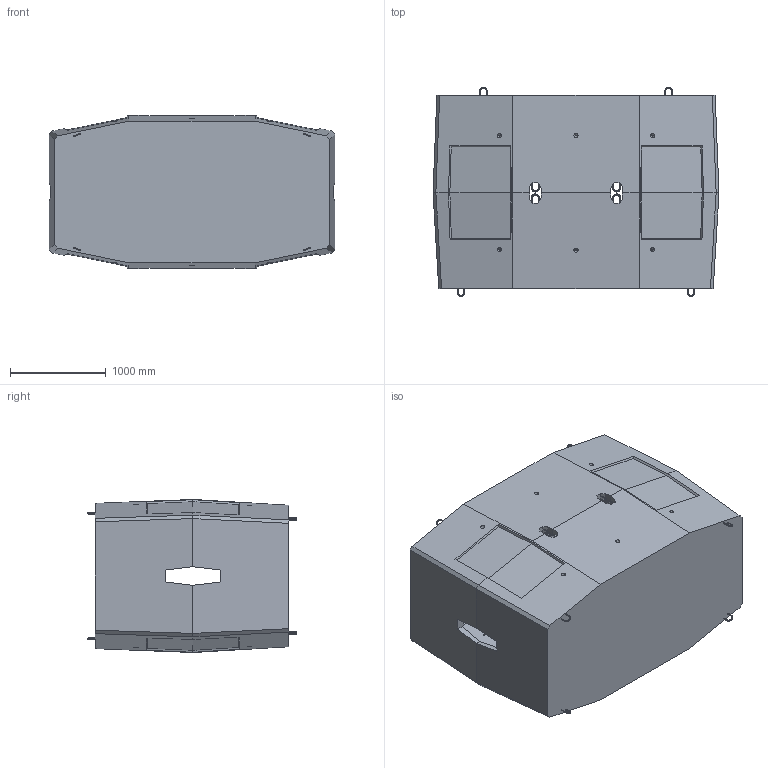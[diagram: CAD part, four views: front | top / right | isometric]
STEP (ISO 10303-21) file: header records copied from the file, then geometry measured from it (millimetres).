
FILE_DESCRIPTION (( 'STEP AP203' ), '1' );
FILE_NAME ('Êîëîäåö êàáåëüíûé ÊÊÑð-5-80 äëÿ Ðîñèíû.STEP', '2021-10-26T10:38:20', ( '' ), ( '' ), 'SwSTEP 2.0', 'SolidWorks 2018', '' );
FILE_SCHEMA (( 'CONFIG_CONTROL_DESIGN' ));
Length unit declared in the file: millimetre
Products named in the file (3): Êîëîäåö êàáåëüíûé ÊÊÑð-5-80_íèæí.ýë-ò; Êîëîäåö êàáåëüíûé ÊÊÑð-5-80 äëÿ Ðîñèíû; Êîëîäåö êàáåëüíûé ÊÊÑð-5-80_âåðõí.ýë-ò
Assembly tree (2 placements, depth 2):
  Êîëîäåö êàáåëüíûé ÊÊÑð-5-80 äëÿ Ðîñèíû
    Êîëîäåö êàáåëüíûé ÊÊÑð-5-80_âåðõí.ýë-ò
    Êîëîäåö êàáåëüíûé ÊÊÑð-5-80_íèæí.ýë-ò
Bounding box: 2990 x 2190 x 1600 mm (x, y, z)
Volume: 2088098365 mm3; surface area: 45917231.9 mm2
Topology: 2 solids, 2 shells, 343 faces, 942 edges, 604 vertices
Faces by surface type: plane 197, cone 50, bspline 48, cylinder 32, torus 16
Entity records: 13017 total; most frequent: CARTESIAN_POINT 4310, ORIENTED_EDGE 1884, DIRECTION 1570, EDGE_CURVE 942, VECTOR 618, LINE 618, VERTEX_POINT 604, AXIS2_PLACEMENT_3D 476
